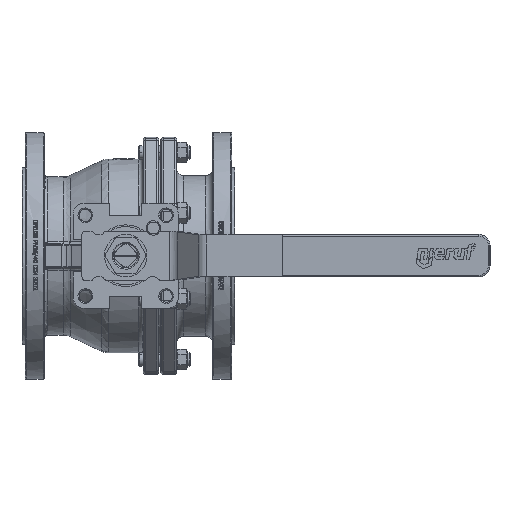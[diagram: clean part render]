
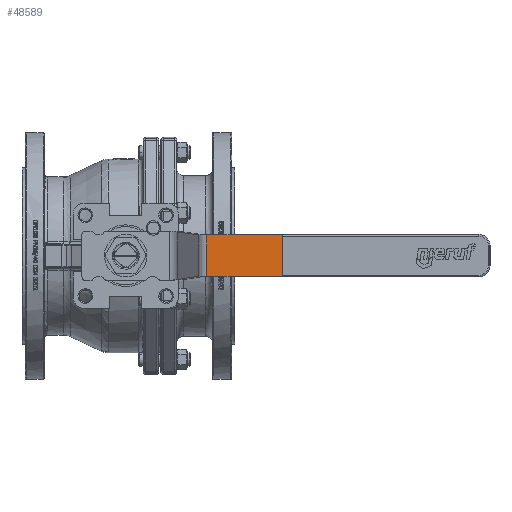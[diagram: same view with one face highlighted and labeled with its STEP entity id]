
A CAD part, top view. The second image highlights one B-rep face of the part: STEP entity #48589.
In plain terms, the highlighted planar face has unit normal (0, 0, 1).
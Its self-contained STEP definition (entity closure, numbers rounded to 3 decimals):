
#48465=CARTESIAN_POINT('',(139.983,18.5,185.5));
#48466=VERTEX_POINT('',#48465);
#48475=CARTESIAN_POINT('',(139.983,-18.5,185.5));
#48476=VERTEX_POINT('',#48475);
#48477=CARTESIAN_POINT('',(139.983,-18.5,185.5));
#48478=DIRECTION('',(0.,1.,-0.));
#48479=VECTOR('',#48478,37.);
#48480=LINE('',#48477,#48479);
#48481=EDGE_CURVE('',#48476,#48466,#48480,.T.);
#48522=CARTESIAN_POINT('',(72.337,-18.5,185.5));
#48523=VERTEX_POINT('',#48522);
#48524=CARTESIAN_POINT('',(72.337,-18.5,185.5));
#48525=DIRECTION('',(1.,-0.,0.));
#48526=VECTOR('',#48525,67.646);
#48527=LINE('',#48524,#48526);
#48528=EDGE_CURVE('',#48523,#48476,#48527,.T.);
#48566=CARTESIAN_POINT('',(133.483,0.,185.5));
#48567=DIRECTION('',(-0.,0.,1.));
#48568=DIRECTION('',(-1.,0.,-0.));
#48569=AXIS2_PLACEMENT_3D('',#48566,#48567,#48568);
#48570=PLANE('',#48569);
#48571=ORIENTED_EDGE('',*,*,#48481,.T.);
#48572=CARTESIAN_POINT('',(72.337,18.5,185.5));
#48573=VERTEX_POINT('',#48572);
#48574=CARTESIAN_POINT('',(139.983,18.5,185.5));
#48575=DIRECTION('',(-1.,0.,-0.));
#48576=VECTOR('',#48575,67.646);
#48577=LINE('',#48574,#48576);
#48578=EDGE_CURVE('',#48466,#48573,#48577,.T.);
#48579=ORIENTED_EDGE('',*,*,#48578,.T.);
#48580=CARTESIAN_POINT('',(72.337,18.5,185.5));
#48581=DIRECTION('',(-0.,-1.,0.));
#48582=VECTOR('',#48581,37.);
#48583=LINE('',#48580,#48582);
#48584=EDGE_CURVE('',#48573,#48523,#48583,.T.);
#48585=ORIENTED_EDGE('',*,*,#48584,.T.);
#48586=ORIENTED_EDGE('',*,*,#48528,.T.);
#48587=EDGE_LOOP('',(#48571,#48579,#48585,#48586));
#48588=FACE_BOUND('',#48587,.T.);
#48589=ADVANCED_FACE('',(#48588),#48570,.T.);
